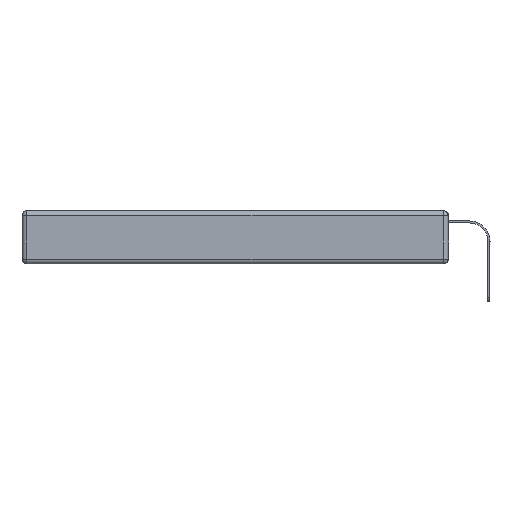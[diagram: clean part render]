
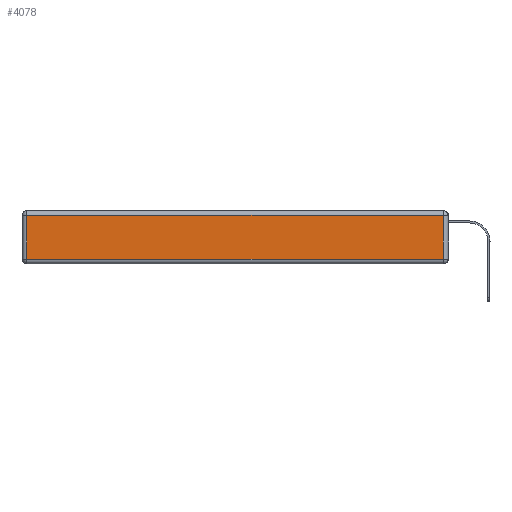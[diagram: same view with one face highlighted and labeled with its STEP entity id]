
A CAD part, left-side view. The second image highlights one B-rep face of the part: STEP entity #4078.
In plain terms, the highlighted planar face has unit normal (-1, 0, 0).
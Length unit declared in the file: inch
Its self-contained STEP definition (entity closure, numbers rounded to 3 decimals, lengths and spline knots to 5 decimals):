
#70 = DIRECTION ( 'NONE',  ( 0., 0., 1. ) ) ;
#172 = CARTESIAN_POINT ( 'NONE',  ( 0., 2.72, -0.313 ) ) ;
#902 = FACE_OUTER_BOUND ( 'NONE', #3227, .T. ) ;
#922 = LINE ( 'NONE', #5913, #9001 ) ;
#967 = CARTESIAN_POINT ( 'NONE',  ( 0., 0.03, -0.313 ) ) ;
#1083 = CARTESIAN_POINT ( 'NONE',  ( 0., 2.75, -0.03 ) ) ;
#3227 = EDGE_LOOP ( 'NONE', ( #13633, #9357, #14381, #6113 ) ) ;
#3669 = LINE ( 'NONE', #14845, #7872 ) ;
#3700 = EDGE_CURVE ( 'NONE', #11134, #14919, #12017, .T. ) ;
#4078 = ADVANCED_FACE ( 'NONE', ( #902 ), #4828, .T. ) ;
#4497 = EDGE_CURVE ( 'NONE', #14919, #5554, #13524, .T. ) ;
#4754 = DIRECTION ( 'NONE',  ( 0., 1., 0. ) ) ;
#4828 = PLANE ( 'NONE',  #7906 ) ;
#5554 = VERTEX_POINT ( 'NONE', #172 ) ;
#5913 = CARTESIAN_POINT ( 'NONE',  ( 0., 0., -0.313 ) ) ;
#6113 = ORIENTED_EDGE ( 'NONE', *, *, #4497, .T. ) ;
#6797 = VECTOR ( 'NONE', #4754, 39.37008 ) ;
#7199 = CARTESIAN_POINT ( 'NONE',  ( 0., 0., -0.343 ) ) ;
#7872 = VECTOR ( 'NONE', #70, 39.37008 ) ;
#7906 = AXIS2_PLACEMENT_3D ( 'NONE', #7199, #8328, #16094 ) ;
#7984 = CARTESIAN_POINT ( 'NONE',  ( 0., 0.03, -0.03 ) ) ;
#8328 = DIRECTION ( 'NONE',  ( -1., 0., 0. ) ) ;
#9001 = VECTOR ( 'NONE', #10895, 39.37008 ) ;
#9357 = ORIENTED_EDGE ( 'NONE', *, *, #10868, .T. ) ;
#9448 = CARTESIAN_POINT ( 'NONE',  ( 0., 2.72, -0.343 ) ) ;
#9760 = VECTOR ( 'NONE', #14429, 39.37008 ) ;
#10868 = EDGE_CURVE ( 'NONE', #13594, #11134, #3669, .T. ) ;
#10895 = DIRECTION ( 'NONE',  ( 0., -1., 0. ) ) ;
#11134 = VERTEX_POINT ( 'NONE', #7984 ) ;
#12017 = LINE ( 'NONE', #1083, #6797 ) ;
#13524 = LINE ( 'NONE', #9448, #9760 ) ;
#13594 = VERTEX_POINT ( 'NONE', #967 ) ;
#13633 = ORIENTED_EDGE ( 'NONE', *, *, #15566, .T. ) ;
#14381 = ORIENTED_EDGE ( 'NONE', *, *, #3700, .T. ) ;
#14429 = DIRECTION ( 'NONE',  ( 0., 0., -1. ) ) ;
#14439 = CARTESIAN_POINT ( 'NONE',  ( 0., 2.72, -0.03 ) ) ;
#14845 = CARTESIAN_POINT ( 'NONE',  ( 0., 0.03, -0.343 ) ) ;
#14919 = VERTEX_POINT ( 'NONE', #14439 ) ;
#15566 = EDGE_CURVE ( 'NONE', #5554, #13594, #922, .T. ) ;
#16094 = DIRECTION ( 'NONE',  ( 0., 0., 1. ) ) ;
